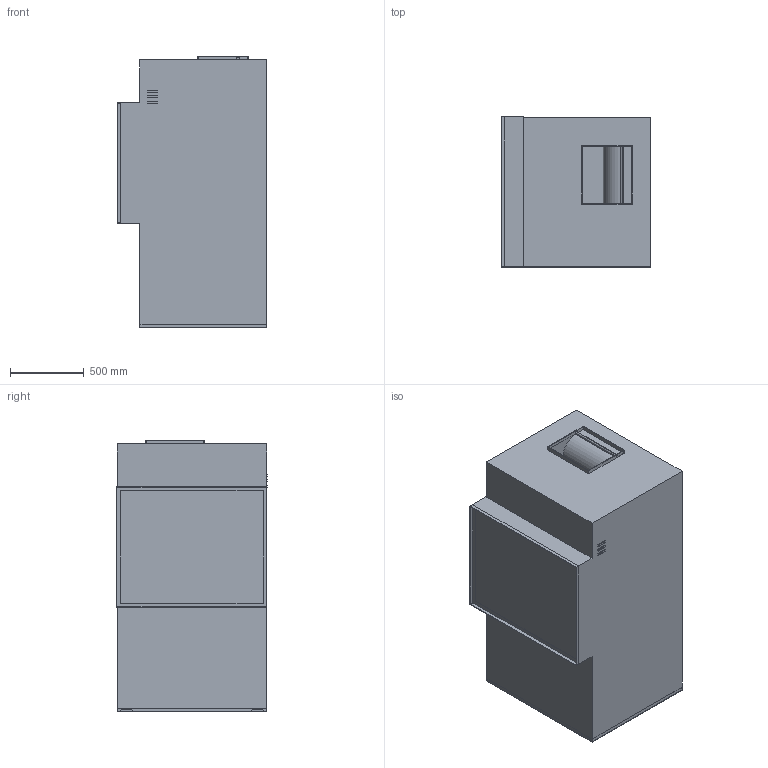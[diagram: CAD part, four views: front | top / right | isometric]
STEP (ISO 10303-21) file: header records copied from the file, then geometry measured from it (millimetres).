
FILE_DESCRIPTION(('starvars output'),'2;1');
FILE_NAME('cv20250714133940000000048.stp','13:39:40 2025/07/14',('TraceParts Stv3.2.6.46'),('Copyright 2025 TraceParts S.A.S. All rights reserved. www.traceparts.com'),'Spatial InterOp 3D',' ',' ');
FILE_SCHEMA(('AP242_MANAGED_MODEL_BASED_3D_ENGINEERING_MIM_LF {1 0 10303 442 2 1 4}'));
Length unit declared in the file: millimetre
Products named in the file (1): 1
Bounding box: 1016 x 1022.35 x 1844.04 mm (x, y, z)
Volume: 1671583086.6 mm3; surface area: 9610860.1 mm2
Topology: 1 solids, 1 shells, 126 faces, 330 edges, 214 vertices
Faces by surface type: plane 99, cone 16, cylinder 11
Entity records: 4856 total; most frequent: CARTESIAN_POINT 671, ORIENTED_EDGE 660, DIRECTION 622, EDGE_CURVE 330, LINE 292, VECTOR 292, VERTEX_POINT 214, AXIS2_PLACEMENT_3D 165
